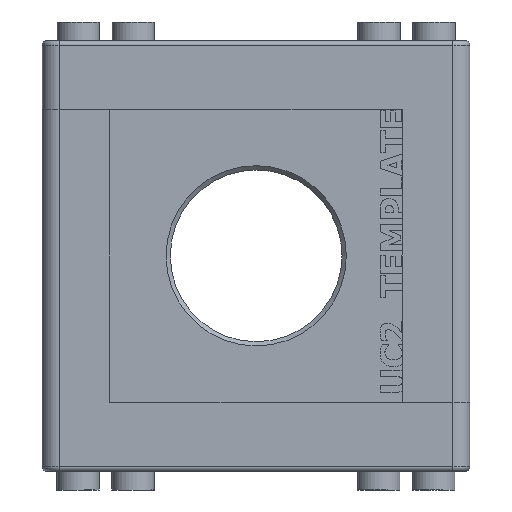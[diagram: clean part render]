
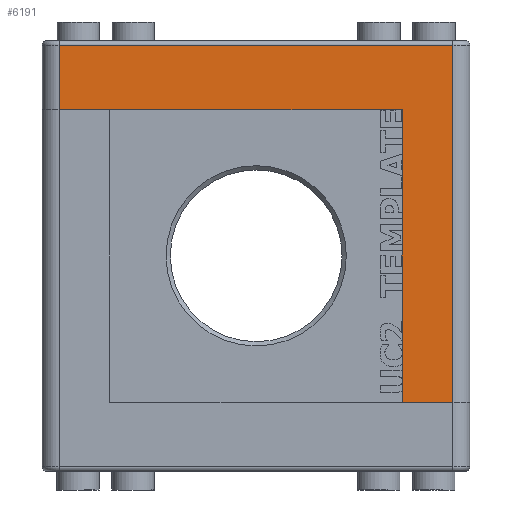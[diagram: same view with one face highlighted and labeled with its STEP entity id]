
A CAD part, front view. The second image highlights one B-rep face of the part: STEP entity #6191.
In plain terms, the highlighted face is planar.
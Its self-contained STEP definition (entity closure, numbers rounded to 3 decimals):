
#509=FACE_OUTER_BOUND('',#895,.T.);
#895=EDGE_LOOP('',(#4549,#4550,#4551,#4552,#4553,#4554));
#1333=LINE('',#9159,#2029);
#1335=LINE('',#9168,#2031);
#1337=LINE('',#9174,#2033);
#1344=LINE('',#9193,#2040);
#1345=LINE('',#9195,#2041);
#1346=LINE('',#9196,#2042);
#2029=VECTOR('',#7579,10.);
#2031=VECTOR('',#7591,10.);
#2033=VECTOR('',#7597,10.);
#2040=VECTOR('',#7618,10.);
#2041=VECTOR('',#7619,10.);
#2042=VECTOR('',#7620,10.);
#2746=VERTEX_POINT('',#9150);
#2748=VERTEX_POINT('',#9157);
#2749=VERTEX_POINT('',#9162);
#2751=VERTEX_POINT('',#9170);
#2757=VERTEX_POINT('',#9192);
#2758=VERTEX_POINT('',#9194);
#3419=EDGE_CURVE('',#2748,#2746,#1333,.T.);
#3424=EDGE_CURVE('',#2746,#2749,#1335,.T.);
#3427=EDGE_CURVE('',#2749,#2751,#1337,.T.);
#3436=EDGE_CURVE('',#2757,#2748,#1344,.T.);
#3437=EDGE_CURVE('',#2757,#2758,#1345,.T.);
#3438=EDGE_CURVE('',#2751,#2758,#1346,.T.);
#4549=ORIENTED_EDGE('',*,*,#3427,.F.);
#4550=ORIENTED_EDGE('',*,*,#3424,.F.);
#4551=ORIENTED_EDGE('',*,*,#3419,.F.);
#4552=ORIENTED_EDGE('',*,*,#3436,.F.);
#4553=ORIENTED_EDGE('',*,*,#3437,.T.);
#4554=ORIENTED_EDGE('',*,*,#3438,.F.);
#5879=PLANE('',#6733);
#6191=ADVANCED_FACE('',(#509),#5879,.T.);
#6733=AXIS2_PLACEMENT_3D('',#9191,#7616,#7617);
#7579=DIRECTION('',(0.,0.,-1.));
#7591=DIRECTION('',(0.,-1.,0.));
#7597=DIRECTION('',(0.,0.,1.));
#7616=DIRECTION('center_axis',(1.,0.,0.));
#7617=DIRECTION('ref_axis',(0.,1.,0.));
#7618=DIRECTION('',(0.,1.,0.));
#7619=DIRECTION('',(0.,0.,1.));
#7620=DIRECTION('',(0.,1.,0.));
#9150=CARTESIAN_POINT('',(24.9,22.9,0.5));
#9157=CARTESIAN_POINT('',(24.9,22.9,8.));
#9159=CARTESIAN_POINT('',(24.9,22.9,0.));
#9162=CARTESIAN_POINT('',(24.9,-22.9,0.5));
#9168=CARTESIAN_POINT('',(24.9,-12.45,0.5));
#9170=CARTESIAN_POINT('',(24.9,-22.9,42.1));
#9174=CARTESIAN_POINT('',(24.9,-22.9,0.));
#9191=CARTESIAN_POINT('Origin',(24.9,-24.9,0.));
#9192=CARTESIAN_POINT('',(24.9,-17.02,8.));
#9193=CARTESIAN_POINT('',(24.9,24.9,8.));
#9194=CARTESIAN_POINT('',(24.9,-17.02,42.1));
#9195=CARTESIAN_POINT('',(24.9,-17.02,8.));
#9196=CARTESIAN_POINT('',(24.9,-24.9,42.1));
